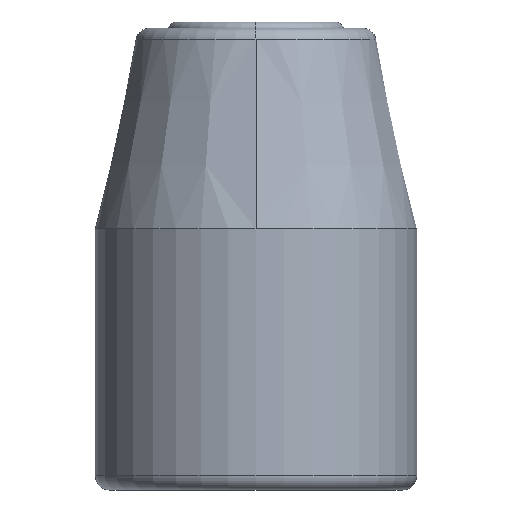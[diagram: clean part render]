
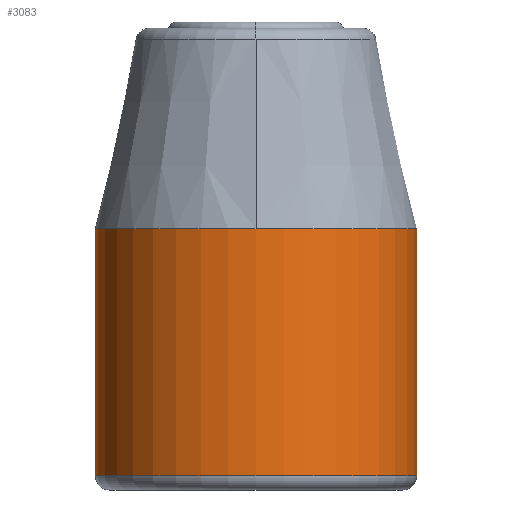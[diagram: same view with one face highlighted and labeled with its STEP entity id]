
A CAD part, front view. The second image highlights one B-rep face of the part: STEP entity #3083.
In plain terms, the highlighted cylindrical face has radius 8 mm (diameter 16 mm), a partial arc.
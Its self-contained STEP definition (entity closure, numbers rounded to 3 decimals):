
#2615=CARTESIAN_POINT('',(0.,0.,12.7));
#2616=DIRECTION('',(0.,0.,1.));
#2617=DIRECTION('',(1.,0.,0.));
#2618=AXIS2_PLACEMENT_3D('',#2615,#2616,#2617);
#2623=CARTESIAN_POINT('',(0.,0.,12.7));
#2624=DIRECTION('',(0.,0.,1.));
#2625=DIRECTION('',(0.,1.,0.));
#2626=AXIS2_PLACEMENT_3D('',#2623,#2624,#2625);
#2631=CARTESIAN_POINT('',(0.,0.,0.4));
#2632=DIRECTION('',(0.,0.,-1.));
#2633=DIRECTION('',(-1.,0.,0.));
#2634=AXIS2_PLACEMENT_3D('',#2631,#2632,#2633);
#2639=DIRECTION('',(0.,0.,1.));
#2640=VECTOR('',#2639,12.3);
#2641=CARTESIAN_POINT('',(8.,0.,0.4));
#2642=LINE('',#2641,#2640);
#2700=DIRECTION('',(0.,0.,1.));
#2701=VECTOR('',#2700,12.3);
#2702=CARTESIAN_POINT('',(-8.,0.,0.4));
#2703=LINE('',#2702,#2701);
#2771=CARTESIAN_POINT('',(-8.,0.,0.4));
#2772=CARTESIAN_POINT('',(8.,0.,0.4));
#2773=VERTEX_POINT('',#2771);
#2774=VERTEX_POINT('',#2772);
#2779=CARTESIAN_POINT('',(8.,0.,12.7));
#2780=CARTESIAN_POINT('',(0.,8.,12.7));
#2781=VERTEX_POINT('',#2779);
#2782=VERTEX_POINT('',#2780);
#2783=CARTESIAN_POINT('',(-8.,0.,12.7));
#2784=VERTEX_POINT('',#2783);
#3068=CARTESIAN_POINT('',(0.,0.,-0.3));
#3069=DIRECTION('',(0.,0.,1.));
#3070=DIRECTION('',(1.,0.,0.));
#3071=AXIS2_PLACEMENT_3D('',#3068,#3069,#3070);
#3072=CYLINDRICAL_SURFACE('',#3071,8.);
#3073=ORIENTED_EDGE('',*,*,#3060,.T.);
#3074=ORIENTED_EDGE('',*,*,#3046,.T.);
#3076=ORIENTED_EDGE('',*,*,#3075,.F.);
#3078=ORIENTED_EDGE('',*,*,#3077,.T.);
#3080=ORIENTED_EDGE('',*,*,#3079,.T.);
#3081=EDGE_LOOP('',(#3073,#3074,#3076,#3078,#3080));
#3082=FACE_OUTER_BOUND('',#3081,.F.);
#3083=ADVANCED_FACE('',(#3082),#3072,.T.);
#2619=CIRCLE('',#2618,8.);
#2627=CIRCLE('',#2626,8.);
#2635=CIRCLE('',#2634,8.);
#3046=EDGE_CURVE('',#2782,#2784,#2627,.T.);
#3060=EDGE_CURVE('',#2781,#2782,#2619,.T.);
#3075=EDGE_CURVE('',#2773,#2784,#2703,.T.);
#3077=EDGE_CURVE('',#2773,#2774,#2635,.T.);
#3079=EDGE_CURVE('',#2774,#2781,#2642,.T.);
